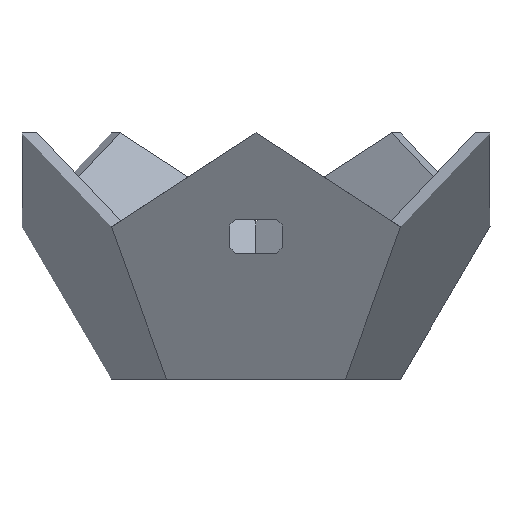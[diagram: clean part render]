
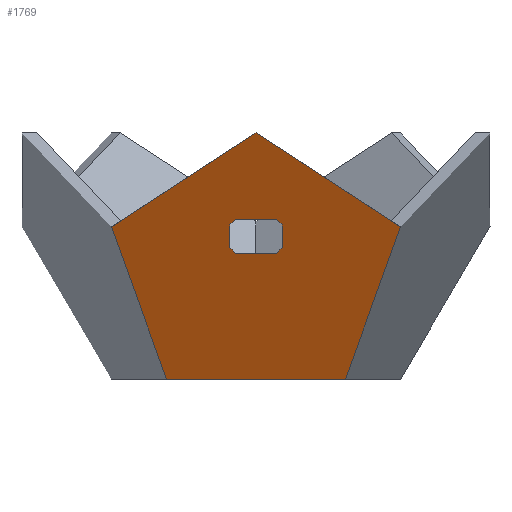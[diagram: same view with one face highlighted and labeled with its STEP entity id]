
A CAD part, front view. The second image highlights one B-rep face of the part: STEP entity #1769.
In plain terms, the highlighted planar face has unit normal (0, -0.894, -0.447).
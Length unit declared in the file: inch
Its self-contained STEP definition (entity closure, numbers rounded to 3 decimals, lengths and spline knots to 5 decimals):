
#49=FACE_BOUND('',#662,.T.);
#103=LINE('',#2589,#330);
#105=LINE('',#2593,#332);
#107=LINE('',#2597,#334);
#109=LINE('',#2601,#336);
#111=LINE('',#2605,#338);
#114=LINE('',#2610,#341);
#116=LINE('',#2614,#343);
#117=LINE('',#2616,#344);
#144=LINE('',#2676,#371);
#147=LINE('',#2681,#374);
#160=LINE('',#2708,#387);
#165=LINE('',#2718,#392);
#166=LINE('',#2720,#393);
#167=LINE('',#2722,#394);
#168=LINE('',#2723,#395);
#330=VECTOR('',#2059,0.3937);
#332=VECTOR('',#2063,0.3937);
#334=VECTOR('',#2067,0.3937);
#336=VECTOR('',#2071,0.3937);
#338=VECTOR('',#2075,0.3937);
#341=VECTOR('',#2080,0.3937);
#343=VECTOR('',#2084,0.3937);
#344=VECTOR('',#2087,0.3937);
#371=VECTOR('',#2142,0.3937);
#374=VECTOR('',#2149,0.3937);
#387=VECTOR('',#2176,0.3937);
#392=VECTOR('',#2185,0.3937);
#393=VECTOR('',#2186,0.3937);
#394=VECTOR('',#2187,0.3937);
#395=VECTOR('',#2188,0.3937);
#543=FACE_OUTER_BOUND('',#661,.T.);
#661=EDGE_LOOP('',(#1314,#1315,#1316,#1317,#1318,#1319,#1320));
#662=EDGE_LOOP('',(#1321,#1322,#1323,#1324,#1325,#1326,#1327,#1328));
#801=VERTEX_POINT('',#2586);
#802=VERTEX_POINT('',#2588);
#803=VERTEX_POINT('',#2592);
#804=VERTEX_POINT('',#2596);
#805=VERTEX_POINT('',#2600);
#806=VERTEX_POINT('',#2604);
#807=VERTEX_POINT('',#2608);
#808=VERTEX_POINT('',#2612);
#820=VERTEX_POINT('',#2653);
#821=VERTEX_POINT('',#2654);
#827=VERTEX_POINT('',#2675);
#834=VERTEX_POINT('',#2707);
#837=VERTEX_POINT('',#2717);
#838=VERTEX_POINT('',#2719);
#839=VERTEX_POINT('',#2721);
#951=EDGE_CURVE('',#802,#801,#103,.T.);
#953=EDGE_CURVE('',#803,#802,#105,.T.);
#955=EDGE_CURVE('',#804,#803,#107,.T.);
#957=EDGE_CURVE('',#805,#804,#109,.T.);
#959=EDGE_CURVE('',#806,#805,#111,.T.);
#962=EDGE_CURVE('',#801,#807,#114,.T.);
#964=EDGE_CURVE('',#807,#808,#116,.T.);
#965=EDGE_CURVE('',#808,#806,#117,.T.);
#995=EDGE_CURVE('',#827,#820,#144,.T.);
#998=EDGE_CURVE('',#821,#827,#147,.T.);
#1011=EDGE_CURVE('',#834,#821,#160,.T.);
#1016=EDGE_CURVE('',#820,#837,#165,.T.);
#1017=EDGE_CURVE('',#837,#838,#166,.T.);
#1018=EDGE_CURVE('',#838,#839,#167,.T.);
#1019=EDGE_CURVE('',#839,#834,#168,.T.);
#1314=ORIENTED_EDGE('',*,*,#995,.T.);
#1315=ORIENTED_EDGE('',*,*,#1016,.T.);
#1316=ORIENTED_EDGE('',*,*,#1017,.T.);
#1317=ORIENTED_EDGE('',*,*,#1018,.T.);
#1318=ORIENTED_EDGE('',*,*,#1019,.T.);
#1319=ORIENTED_EDGE('',*,*,#1011,.T.);
#1320=ORIENTED_EDGE('',*,*,#998,.T.);
#1321=ORIENTED_EDGE('',*,*,#959,.T.);
#1322=ORIENTED_EDGE('',*,*,#957,.T.);
#1323=ORIENTED_EDGE('',*,*,#955,.T.);
#1324=ORIENTED_EDGE('',*,*,#953,.T.);
#1325=ORIENTED_EDGE('',*,*,#951,.T.);
#1326=ORIENTED_EDGE('',*,*,#962,.T.);
#1327=ORIENTED_EDGE('',*,*,#964,.T.);
#1328=ORIENTED_EDGE('',*,*,#965,.T.);
#1667=PLANE('',#1893);
#1769=ADVANCED_FACE('',(#543,#49),#1667,.T.);
#1893=AXIS2_PLACEMENT_3D('',#2716,#2183,#2184);
#2059=DIRECTION('',(-0.667,-0.333,0.667));
#2063=DIRECTION('',(-1.,0.,0.));
#2067=DIRECTION('',(-0.667,0.333,-0.667));
#2071=DIRECTION('',(0.,0.447,-0.894));
#2075=DIRECTION('',(0.667,0.333,-0.667));
#2080=DIRECTION('',(0.,-0.447,0.894));
#2084=DIRECTION('',(0.667,-0.333,0.667));
#2087=DIRECTION('',(1.,0.,0.));
#2142=DIRECTION('',(0.986,-0.076,0.151));
#2149=DIRECTION('',(0.309,-0.425,0.851));
#2176=DIRECTION('',(1.,0.,0.));
#2183=DIRECTION('center_axis',(0.,-0.894,-0.447));
#2184=DIRECTION('ref_axis',(1.,0.,0.));
#2185=DIRECTION('',(-0.809,-0.263,0.526));
#2186=DIRECTION('',(-0.809,0.263,-0.526));
#2187=DIRECTION('',(0.986,0.076,-0.151));
#2188=DIRECTION('',(0.309,0.425,-0.851));
#2586=CARTESIAN_POINT('',(-0.25,-1.81038,1.2589));
#2588=CARTESIAN_POINT('',(-0.2,-1.78538,1.2089));
#2589=CARTESIAN_POINT('',(0.02836,-1.6712,0.98053));
#2592=CARTESIAN_POINT('',(0.2,-1.78538,1.2089));
#2593=CARTESIAN_POINT('',(-0.1,-1.78538,1.2089));
#2596=CARTESIAN_POINT('',(0.25,-1.81038,1.2589));
#2597=CARTESIAN_POINT('',(-0.05059,-1.66009,0.95831));
#2600=CARTESIAN_POINT('',(0.25,-1.92038,1.4789));
#2601=CARTESIAN_POINT('',(0.25,-1.60986,0.85784));
#2604=CARTESIAN_POINT('',(0.2,-1.94538,1.5289));
#2605=CARTESIAN_POINT('',(0.49059,-1.80009,1.23831));
#2608=CARTESIAN_POINT('',(-0.25,-1.92038,1.4789));
#2610=CARTESIAN_POINT('',(-0.25,-1.65386,0.94584));
#2612=CARTESIAN_POINT('',(-0.2,-1.94538,1.5289));
#2614=CARTESIAN_POINT('',(-0.46836,-1.8112,1.26053));
#2616=CARTESIAN_POINT('',(0.1,-1.94538,1.5289));
#2653=CARTESIAN_POINT('',(1.38827,-1.91079,1.45972));
#2654=CARTESIAN_POINT('',(0.858,-1.18094,0.));
#2675=CARTESIAN_POINT('',(1.38827,-1.91079,1.45972));
#2676=CARTESIAN_POINT('',(1.12797,-1.89083,1.41979));
#2681=CARTESIAN_POINT('',(1.27619,-1.75652,1.15117));
#2707=CARTESIAN_POINT('',(-0.858,-1.18094,0.));
#2708=CARTESIAN_POINT('',(-0.858,-1.18094,0.));
#2716=CARTESIAN_POINT('Origin',(0.,-1.7714,
1.18094));
#2717=CARTESIAN_POINT('',(0.,-2.36187,2.36187));
#2718=CARTESIAN_POINT('',(1.38827,-1.91079,1.45972));
#2719=CARTESIAN_POINT('',(-1.38827,-1.91079,1.45972));
#2720=CARTESIAN_POINT('',(0.,-2.36187,2.36187));
#2721=CARTESIAN_POINT('',(-1.38827,-1.91079,1.45972));
#2722=CARTESIAN_POINT('',(-0.68801,-1.85708,1.35229));
#2723=CARTESIAN_POINT('',(-1.01105,-1.39159,0.42132));
